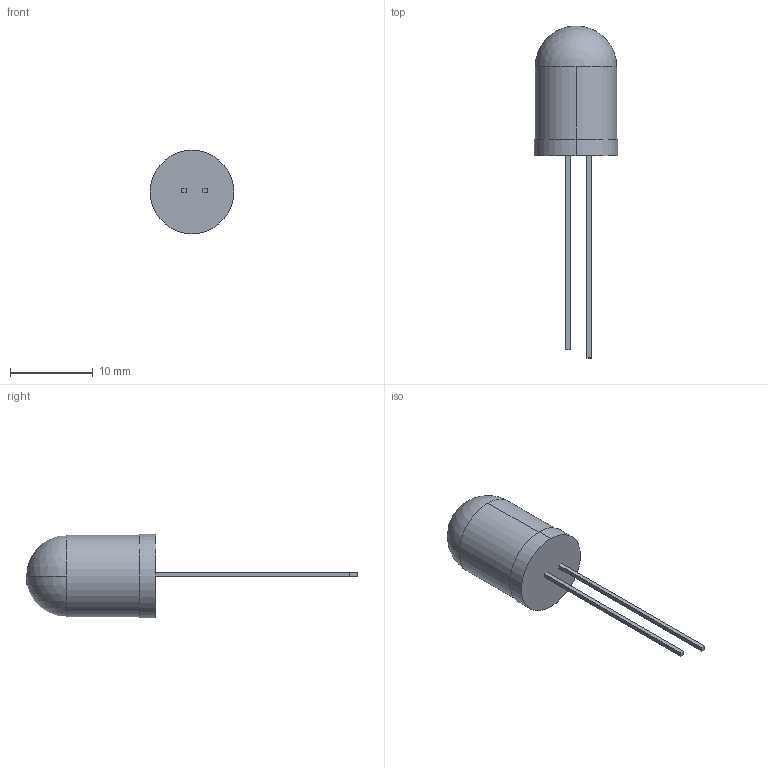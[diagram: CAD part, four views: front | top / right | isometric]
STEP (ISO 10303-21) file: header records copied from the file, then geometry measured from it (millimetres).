
FILE_DESCRIPTION (( 'STEP AP214' ), '1' );
FILE_NAME ('User Library-led10mm.STEP', '2021-01-25T16:48:24', ( '' ), ( '' ), 'SwSTEP 2.0', 'SolidWorks 2020', '' );
FILE_SCHEMA (( 'AUTOMOTIVE_DESIGN' ));
Length unit declared in the file: millimetre
Products named in the file (4): leg_an; User Library-led10mm; led_cat; led
Assembly tree (3 placements, depth 2):
  User Library-led10mm
    leg_an
    led_cat
    led
Bounding box: 10.08 x 40.05 x 10.08 mm (x, y, z)
Volume: 1083 mm3; surface area: 692.9 mm2
Topology: 3 solids, 3 shells, 26 faces, 56 edges, 35 vertices
Faces by surface type: plane 16, bspline 4, cylinder 4, sphere 2
Entity records: 899 total; most frequent: CARTESIAN_POINT 193, DIRECTION 118, ORIENTED_EDGE 108, EDGE_CURVE 54, AXIS2_PLACEMENT_3D 40, LINE 38, VECTOR 38, VERTEX_POINT 35
